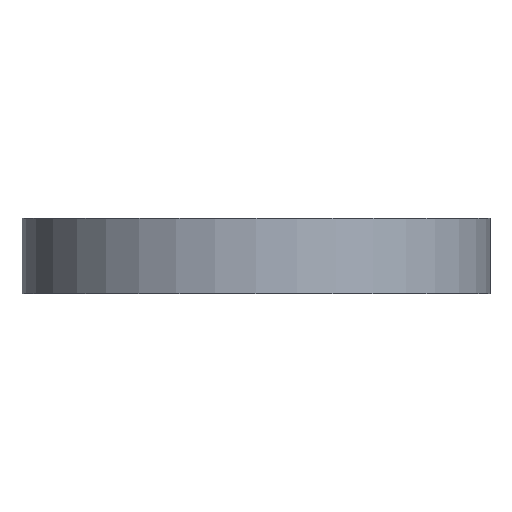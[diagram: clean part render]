
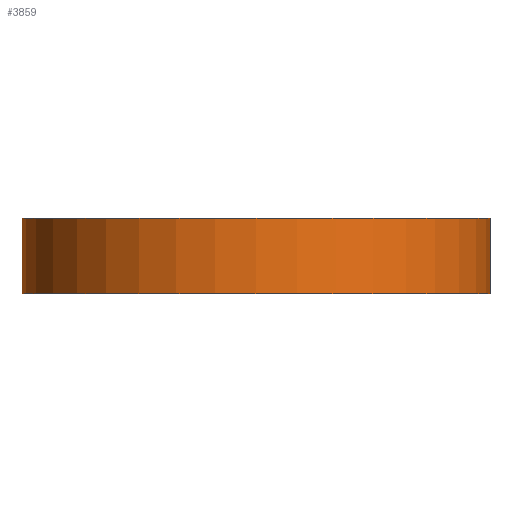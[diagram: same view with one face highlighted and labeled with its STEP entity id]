
A CAD part, front view. The second image highlights one B-rep face of the part: STEP entity #3859.
In plain terms, the highlighted cylindrical face has radius 27.852 mm (diameter 55.704 mm), a full revolution.
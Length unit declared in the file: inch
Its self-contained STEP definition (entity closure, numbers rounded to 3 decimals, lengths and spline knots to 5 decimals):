
#83=LINE('',#7126,#294);
#294=VECTOR('',#5681,1.09654);
#471=CYLINDRICAL_SURFACE('',#4516,1.09654);
#686=FACE_OUTER_BOUND('',#901,.T.);
#901=EDGE_LOOP('',(#3113,#3114,#3115,#3116));
#1078=CIRCLE('',#4059,1.09654);
#1289=CIRCLE('',#4271,1.09654);
#1500=VERTEX_POINT('',#6178);
#1711=VERTEX_POINT('',#6601);
#1922=EDGE_CURVE('',#1500,#1500,#1078,.T.);
#2133=EDGE_CURVE('',#1711,#1711,#1289,.T.);
#2412=EDGE_CURVE('',#1711,#1500,#83,.T.);
#3113=ORIENTED_EDGE('',*,*,#2133,.F.);
#3114=ORIENTED_EDGE('',*,*,#2412,.T.);
#3115=ORIENTED_EDGE('',*,*,#1922,.F.);
#3116=ORIENTED_EDGE('',*,*,#2412,.F.);
#3859=ADVANCED_FACE('',(#686),#471,.T.);
#4059=AXIS2_PLACEMENT_3D('',#6179,#4697,#4698);
#4271=AXIS2_PLACEMENT_3D('',#6602,#5121,#5122);
#4516=AXIS2_PLACEMENT_3D('',#7125,#5679,#5680);
#4697=DIRECTION('center_axis',(0.,0.,1.));
#4698=DIRECTION('ref_axis',(-1.,0.,0.));
#5121=DIRECTION('center_axis',(0.,0.,-1.));
#5122=DIRECTION('ref_axis',(-1.,0.,0.));
#5679=DIRECTION('center_axis',(0.,0.,-1.));
#5680=DIRECTION('ref_axis',(1.,0.,0.));
#5681=DIRECTION('',(0.,0.,1.));
#6178=CARTESIAN_POINT('',(-1.0203,1.09654,0.17717));
#6179=CARTESIAN_POINT('Origin',(0.07624,1.09654,0.17717));
#6601=CARTESIAN_POINT('',(-1.0203,1.09654,-0.17717));
#6602=CARTESIAN_POINT('Origin',(0.07624,1.09654,-0.17717));
#7125=CARTESIAN_POINT('Origin',(0.07624,1.09654,0.17717));
#7126=CARTESIAN_POINT('',(-1.0203,1.09654,0.17717));
